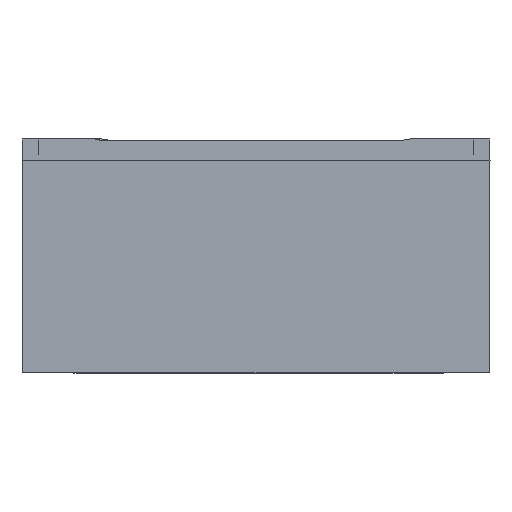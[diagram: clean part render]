
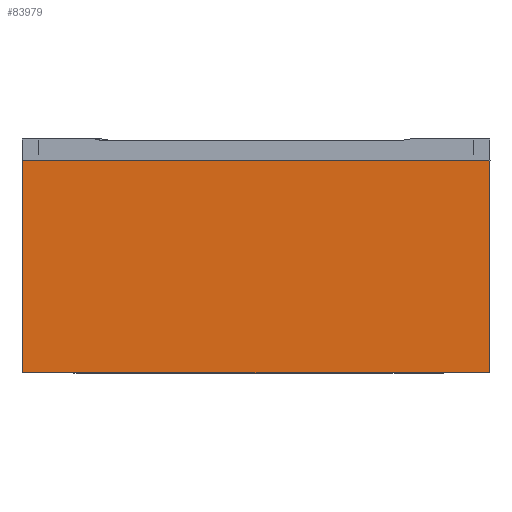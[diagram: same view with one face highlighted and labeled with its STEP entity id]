
A CAD part, front view. The second image highlights one B-rep face of the part: STEP entity #83979.
In plain terms, the highlighted planar face has unit normal (0, -1, -0.004).
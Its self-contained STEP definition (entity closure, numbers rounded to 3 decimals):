
#3967 = EDGE_CURVE ( 'NONE', #24728, #64656, #38973, .T. ) ;
#4672 = VECTOR ( 'NONE', #39795, 1000. ) ;
#5081 = VERTEX_POINT ( 'NONE', #67464 ) ;
#8792 = VECTOR ( 'NONE', #8808, 1000. ) ;
#8808 = DIRECTION ( 'NONE',  ( 1., 0., 0. ) ) ;
#11175 = ORIENTED_EDGE ( 'NONE', *, *, #73927, .F. ) ;
#12707 = EDGE_CURVE ( 'NONE', #48966, #64656, #69087, .T. ) ;
#15599 = CARTESIAN_POINT ( 'NONE',  ( 250., -326., 227. ) ) ;
#20272 = CARTESIAN_POINT ( 'NONE',  ( 499.01, -325.01, 0. ) ) ;
#22017 = CARTESIAN_POINT ( 'NONE',  ( 500., -326., 227. ) ) ;
#24728 = VERTEX_POINT ( 'NONE', #38935 ) ;
#24816 = DIRECTION ( 'NONE',  ( 1., 0., 0. ) ) ;
#27642 = CARTESIAN_POINT ( 'NONE',  ( 0.01, -325.99, 224.818 ) ) ;
#34839 = ORIENTED_EDGE ( 'NONE', *, *, #12707, .T. ) ;
#37166 = FACE_OUTER_BOUND ( 'NONE', #84004, .T. ) ;
#38935 = CARTESIAN_POINT ( 'NONE',  ( 0., -326., 227. ) ) ;
#38973 = LINE ( 'NONE', #15599, #53321 ) ;
#39795 = DIRECTION ( 'NONE',  ( 0.004, -0.004, 1. ) ) ;
#42550 = ORIENTED_EDGE ( 'NONE', *, *, #3967, .F. ) ;
#48966 = VERTEX_POINT ( 'NONE', #20272 ) ;
#50002 = CARTESIAN_POINT ( 'NONE',  ( 500., -326., 227. ) ) ;
#53321 = VECTOR ( 'NONE', #24816, 1000. ) ;
#54183 = CARTESIAN_POINT ( 'NONE',  ( 500., -325.01, 0. ) ) ;
#58403 = EDGE_CURVE ( 'NONE', #5081, #48966, #60092, .T. ) ;
#60092 = LINE ( 'NONE', #54183, #8792 ) ;
#60107 = PLANE ( 'NONE',  #66154 ) ;
#63267 = LINE ( 'NONE', #27642, #65874 ) ;
#64236 = DIRECTION ( 'NONE',  ( -0.004, -0.004, 1. ) ) ;
#64656 = VERTEX_POINT ( 'NONE', #50002 ) ;
#65874 = VECTOR ( 'NONE', #64236, 1000. ) ;
#66154 = AXIS2_PLACEMENT_3D ( 'NONE', #22017, #88432, #89873 ) ;
#67464 = CARTESIAN_POINT ( 'NONE',  ( 0.99, -325.01, 0. ) ) ;
#69087 = LINE ( 'NONE', #85185, #4672 ) ;
#73927 = EDGE_CURVE ( 'NONE', #5081, #24728, #63267, .T. ) ;
#77362 = ORIENTED_EDGE ( 'NONE', *, *, #58403, .T. ) ;
#83979 = ADVANCED_FACE ( 'NONE', ( #37166 ), #60107, .T. ) ;
#84004 = EDGE_LOOP ( 'NONE', ( #77362, #34839, #42550, #11175 ) ) ;
#85185 = CARTESIAN_POINT ( 'NONE',  ( 499.987, -325.987, 223.946 ) ) ;
#88432 = DIRECTION ( 'NONE',  ( 0., -1., -0.004 ) ) ;
#89873 = DIRECTION ( 'NONE',  ( 0., -0.004, 1. ) ) ;
